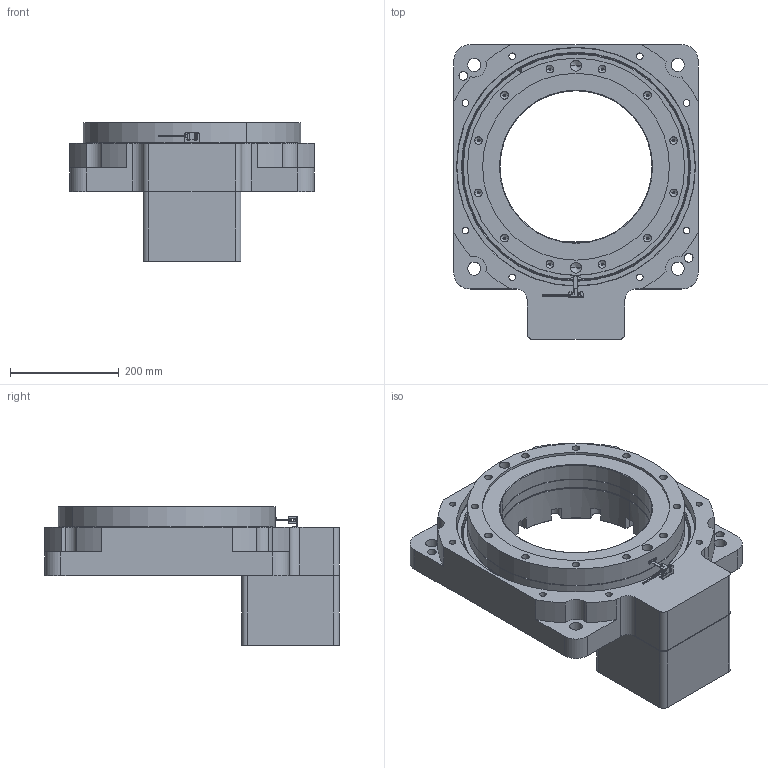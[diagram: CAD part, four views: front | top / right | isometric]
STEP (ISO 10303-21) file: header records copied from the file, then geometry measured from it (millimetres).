
FILE_DESCRIPTION (( 'STEP AP214' ), '1' );
FILE_NAME ('KTN450-10K(饜侜督).STEP', '2022-09-15T08:55:52', ( '' ), ( '' ), 'SwSTEP 2.0', 'SolidWorks 2020', '' );
FILE_SCHEMA (( 'AUTOMOTIVE_DESIGN' ));
Length unit declared in the file: millimetre
Products named in the file (5): ______280.STEP; SX674.STEP; __________.STEP; KTN450-10K(______).STEP; KTN450-10K(饜侜督)
Assembly tree (4 placements, depth 2):
  KTN450-10K(饜侜督)
    KTN450-10K(______).STEP
    SX674.STEP
    ______280.STEP
    __________.STEP
Bounding box: 450 x 542.6 x 255 mm (x, y, z)
Volume: 17241089.5 mm3; surface area: 1581799.5 mm2
Topology: 22 solids, 35 shells, 1223 faces, 3057 edges, 1850 vertices
Faces by surface type: cylinder 447, cone 358, plane 306, torus 71, sphere 32, bspline 9
Entity records: 37037 total; most frequent: CARTESIAN_POINT 7288, DIRECTION 6604, ORIENTED_EDGE 5758, EDGE_CURVE 2879, AXIS2_PLACEMENT_3D 2650, VERTEX_POINT 1818, EDGE_LOOP 1455, CIRCLE 1429
